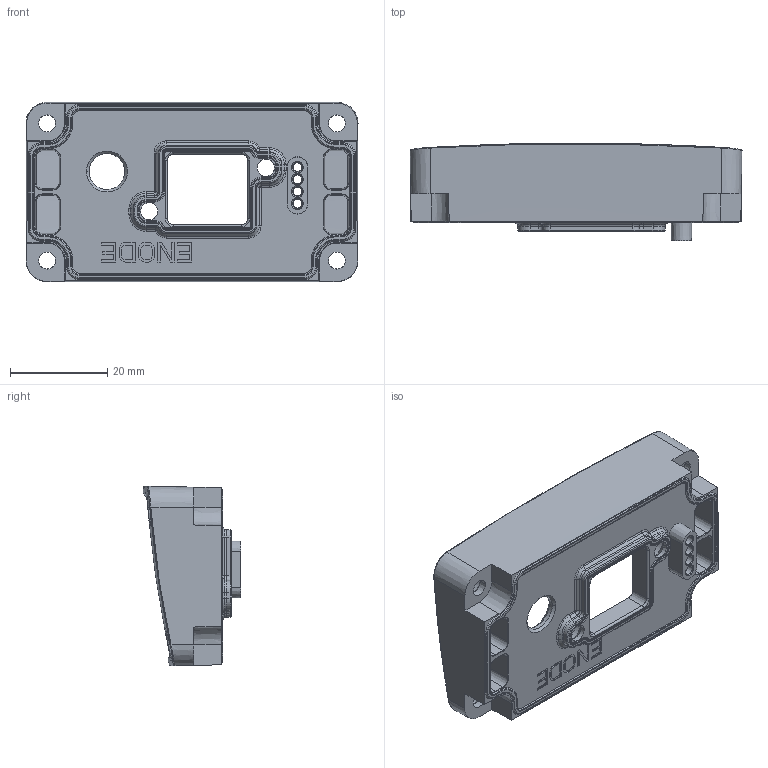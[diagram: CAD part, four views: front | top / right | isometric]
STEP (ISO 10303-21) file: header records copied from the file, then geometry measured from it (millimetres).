
FILE_DESCRIPTION((''),'2;1');
FILE_NAME('002-CUP2-TN21','2022-02-25T',('designer'),(''),'CREO PARAMETRIC BY PTC INC, 2016130','CREO PARAMETRIC BY PTC INC, 2016130','');
FILE_SCHEMA(('CONFIG_CONTROL_DESIGN'));
Length unit declared in the file: millimetre
Products named in the file (1): 002-CUP2-TN21
Bounding box: 68.29 x 20.1 x 36.9 mm (x, y, z)
Volume: 10852.7 mm3; surface area: 10915.8 mm2
Topology: 1 solids, 1 shells, 649 faces, 1560 edges, 927 vertices
Faces by surface type: plane 228, cone 152, torus 112, cylinder 108, bspline 41, sphere 4, extrusion 4
Entity records: 21800 total; most frequent: CARTESIAN_POINT 6708, DIRECTION 3210, ORIENTED_EDGE 3116, EDGE_CURVE 1558, AXIS2_PLACEMENT_3D 1186, VERTEX_POINT 926, VECTOR 838, LINE 834
